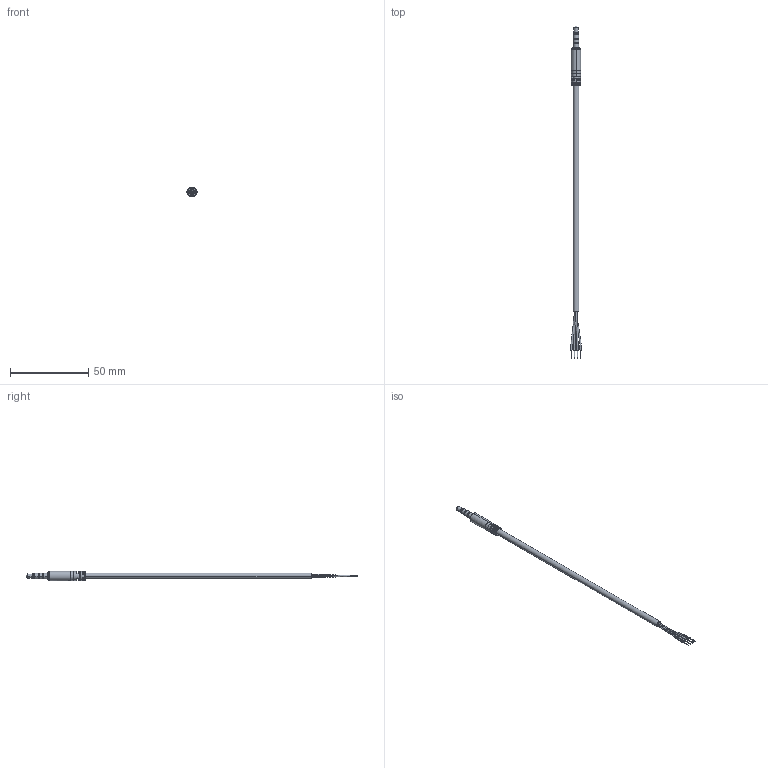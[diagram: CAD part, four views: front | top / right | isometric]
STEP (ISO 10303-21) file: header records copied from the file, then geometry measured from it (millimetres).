
FILE_DESCRIPTION (( 'STEP AP203' ), '1' );
FILE_NAME ('10-00341_revA4.STEP', '2016-10-28T21:14:15', ( '' ), ( '' ), 'SwSTEP 2.0', 'SolidWorks 2015', '' );
FILE_SCHEMA (( 'CONFIG_CONTROL_DESIGN' ));
Length unit declared in the file: millimetre
Products named in the file (4): 30-00176_no heat shrink, no shield; 50-00397; 10-00341_revA4; 24-00028
Assembly tree (3 placements, depth 2):
  10-00341_revA4
    30-00176_no heat shrink, no shield
    24-00028
    50-00397
Bounding box: 6.85 x 212.4 x 6.1 mm (x, y, z)
Volume: 2523.4 mm3; surface area: 20135.4 mm2
Topology: 126 solids, 126 shells, 817 faces, 1629 edges, 1080 vertices
Faces by surface type: cylinder 458, plane 313, bspline 30, cone 10, torus 6
Entity records: 23430 total; most frequent: CARTESIAN_POINT 5061, DIRECTION 4126, ORIENTED_EDGE 3258, AXIS2_PLACEMENT_3D 1787, EDGE_CURVE 1629, VERTEX_POINT 1080, EDGE_LOOP 1011, CIRCLE 994
